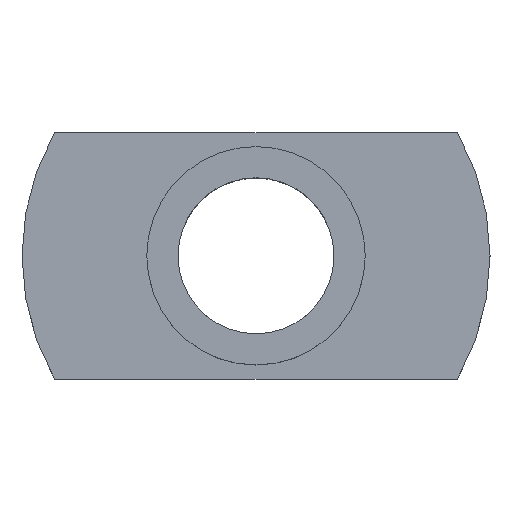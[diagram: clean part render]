
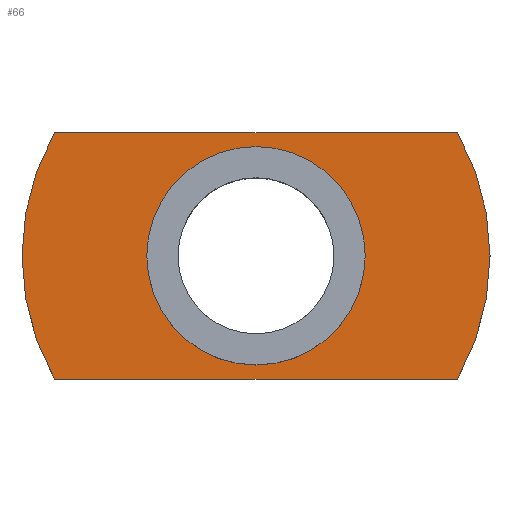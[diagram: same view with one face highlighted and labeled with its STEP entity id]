
A CAD part, top view. The second image highlights one B-rep face of the part: STEP entity #66.
In plain terms, the highlighted planar face has unit normal (0, 0, 1).
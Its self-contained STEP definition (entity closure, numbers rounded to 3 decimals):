
#5 = AXIS2_PLACEMENT_3D ( 'NONE', #83, #518, #140 ) ;
#8 = CIRCLE ( 'NONE', #5, 8. ) ;
#14 = CARTESIAN_POINT ( 'NONE',  ( -6.457, 7.9, 1.65 ) ) ;
#20 = PLANE ( 'NONE',  #650 ) ;
#32 = EDGE_CURVE ( 'NONE', #276, #227, #299, .T. ) ;
#38 = CARTESIAN_POINT ( 'NONE',  ( -3.5, 3.95, 1.65 ) ) ;
#39 = CARTESIAN_POINT ( 'NONE',  ( 0.5, 3.95, 1.65 ) ) ;
#64 = EDGE_CURVE ( 'NONE', #663, #681, #143, .T. ) ;
#66 = ADVANCED_FACE ( 'NONE', ( #120, #117 ), #20, .T. ) ;
#71 = DIRECTION ( 'NONE',  ( -1., 0., 0. ) ) ;
#73 = CARTESIAN_POINT ( 'NONE',  ( 0., 3.95, 1.65 ) ) ;
#78 = DIRECTION ( 'NONE',  ( 1., 0., 0. ) ) ;
#83 = CARTESIAN_POINT ( 'NONE',  ( 0.5, 3.95, 1.65 ) ) ;
#93 = CARTESIAN_POINT ( 'NONE',  ( -0.5, 3.95, 1.65 ) ) ;
#109 = CARTESIAN_POINT ( 'NONE',  ( -6.457, 7.9, 1.65 ) ) ;
#117 = FACE_OUTER_BOUND ( 'NONE', #612, .T. ) ;
#120 = FACE_BOUND ( 'NONE', #495, .T. ) ;
#122 = EDGE_CURVE ( 'NONE', #352, #663, #8, .T. ) ;
#135 = DIRECTION ( 'NONE',  ( 1., 0., 0. ) ) ;
#140 = DIRECTION ( 'NONE',  ( 1., 0., 0. ) ) ;
#143 = LINE ( 'NONE', #656, #378 ) ;
#150 = DIRECTION ( 'NONE',  ( 1., 0., 0. ) ) ;
#151 = DIRECTION ( 'NONE',  ( 1., 0., 0. ) ) ;
#172 = AXIS2_PLACEMENT_3D ( 'NONE', #93, #529, #150 ) ;
#211 = ORIENTED_EDGE ( 'NONE', *, *, #64, .T. ) ;
#215 = CARTESIAN_POINT ( 'NONE',  ( 0., 3.95, 1.65 ) ) ;
#227 = VERTEX_POINT ( 'NONE', #325 ) ;
#236 = ORIENTED_EDGE ( 'NONE', *, *, #122, .T. ) ;
#252 = DIRECTION ( 'NONE',  ( 0., 0., 1. ) ) ;
#272 = CARTESIAN_POINT ( 'NONE',  ( 6.457, 0., 1.65 ) ) ;
#276 = VERTEX_POINT ( 'NONE', #38 ) ;
#299 = CIRCLE ( 'NONE', #459, 3.5 ) ;
#322 = CARTESIAN_POINT ( 'NONE',  ( -6.457, 0., 1.65 ) ) ;
#325 = CARTESIAN_POINT ( 'NONE',  ( 3.5, 3.95, 1.65 ) ) ;
#326 = ORIENTED_EDGE ( 'NONE', *, *, #32, .F. ) ;
#342 = AXIS2_PLACEMENT_3D ( 'NONE', #647, #252, #727 ) ;
#347 = VERTEX_POINT ( 'NONE', #109 ) ;
#352 = VERTEX_POINT ( 'NONE', #477 ) ;
#361 = ORIENTED_EDGE ( 'NONE', *, *, #484, .T. ) ;
#367 = DIRECTION ( 'NONE',  ( 1., 0., 0. ) ) ;
#377 = DIRECTION ( 'NONE',  ( 0., 0., 1. ) ) ;
#378 = VECTOR ( 'NONE', #367, 1000. ) ;
#459 = AXIS2_PLACEMENT_3D ( 'NONE', #215, #377, #78 ) ;
#467 = DIRECTION ( 'NONE',  ( 0., 0., 1. ) ) ;
#477 = CARTESIAN_POINT ( 'NONE',  ( -7.5, 3.95, 1.65 ) ) ;
#484 = EDGE_CURVE ( 'NONE', #674, #347, #804, .T. ) ;
#495 = EDGE_LOOP ( 'NONE', ( #624, #326 ) ) ;
#496 = EDGE_CURVE ( 'NONE', #227, #276, #808, .T. ) ;
#502 = AXIS2_PLACEMENT_3D ( 'NONE', #39, #467, #151 ) ;
#511 = DIRECTION ( 'NONE',  ( 0., 0., 1. ) ) ;
#512 = CIRCLE ( 'NONE', #502, 8. ) ;
#518 = DIRECTION ( 'NONE',  ( 0., 0., 1. ) ) ;
#529 = DIRECTION ( 'NONE',  ( 0., 0., 1. ) ) ;
#568 = ORIENTED_EDGE ( 'NONE', *, *, #737, .T. ) ;
#582 = CIRCLE ( 'NONE', #172, 8. ) ;
#604 = CARTESIAN_POINT ( 'NONE',  ( 6.457, 7.9, 1.65 ) ) ;
#612 = EDGE_LOOP ( 'NONE', ( #211, #693, #361, #568, #236 ) ) ;
#624 = ORIENTED_EDGE ( 'NONE', *, *, #496, .F. ) ;
#647 = CARTESIAN_POINT ( 'NONE',  ( 0., 3.95, 1.65 ) ) ;
#650 = AXIS2_PLACEMENT_3D ( 'NONE', #73, #511, #135 ) ;
#656 = CARTESIAN_POINT ( 'NONE',  ( 6.457, 0., 1.65 ) ) ;
#657 = EDGE_CURVE ( 'NONE', #681, #674, #582, .T. ) ;
#663 = VERTEX_POINT ( 'NONE', #322 ) ;
#674 = VERTEX_POINT ( 'NONE', #604 ) ;
#681 = VERTEX_POINT ( 'NONE', #272 ) ;
#693 = ORIENTED_EDGE ( 'NONE', *, *, #657, .T. ) ;
#727 = DIRECTION ( 'NONE',  ( 1., 0., 0. ) ) ;
#737 = EDGE_CURVE ( 'NONE', #347, #352, #512, .T. ) ;
#785 = VECTOR ( 'NONE', #71, 1000. ) ;
#804 = LINE ( 'NONE', #14, #785 ) ;
#808 = CIRCLE ( 'NONE', #342, 3.5 ) ;
